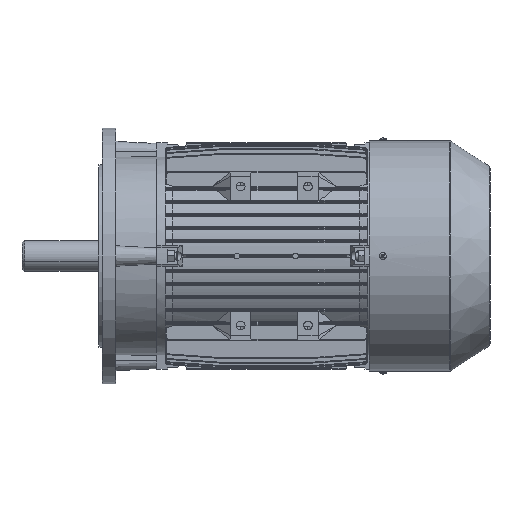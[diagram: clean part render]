
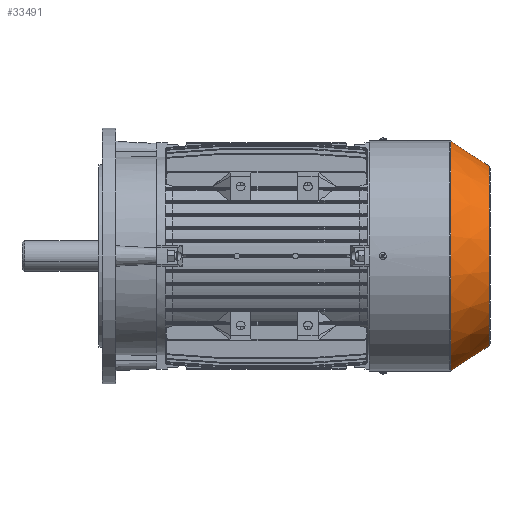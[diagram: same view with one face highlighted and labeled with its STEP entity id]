
A CAD part, front view. The second image highlights one B-rep face of the part: STEP entity #33491.
In plain terms, the highlighted conical face has half-angle 33.202 degrees and reference radius 122.699 mm.
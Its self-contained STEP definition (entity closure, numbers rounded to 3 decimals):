
#20857 = EDGE_CURVE ( 'NONE', #20940, #20875, #77937, .T. ) ;
#20860 = EDGE_CURVE ( 'NONE', #20939, #20874, #77933, .T. ) ;
#20874 = VERTEX_POINT ( 'NONE', #77956 ) ;
#20875 = VERTEX_POINT ( 'NONE', #77955 ) ;
#20939 = VERTEX_POINT ( 'NONE', #78071 ) ;
#20940 = VERTEX_POINT ( 'NONE', #78070 ) ;
#33489 = EDGE_CURVE ( 'NONE', #20940, #20939, #94377, .T. ) ;
#33491 = ADVANCED_FACE ( 'NONE', ( #94373 ), #94372, .T. ) ;
#33495 = EDGE_LOOP ( 'NONE', ( #33502, #33504, #116212, #33569 ) ) ;
#33502 = ORIENTED_EDGE ( 'NONE', *, *, #20857, .F. ) ;
#33504 = ORIENTED_EDGE ( 'NONE', *, *, #33489, .T. ) ;
#33569 = ORIENTED_EDGE ( 'NONE', *, *, #33573, .F. ) ;
#33573 = EDGE_CURVE ( 'NONE', #20875, #20874, #94476, .T. ) ;
#77930 = DIRECTION ( 'NONE',  ( -0.837, 0., 0.548 ) ) ;
#77931 = VECTOR ( 'NONE', #77930, 1000. ) ;
#77932 = CARTESIAN_POINT ( 'NONE',  ( 143.729, 0., 122.699 ) ) ;
#77933 = LINE ( 'NONE', #77932, #77931 ) ;
#77934 = DIRECTION ( 'NONE',  ( -0.837, 0., -0.548 ) ) ;
#77935 = VECTOR ( 'NONE', #77934, 1000. ) ;
#77936 = CARTESIAN_POINT ( 'NONE',  ( 143.729, 0., -122.699 ) ) ;
#77937 = LINE ( 'NONE', #77936, #77935 ) ;
#77955 = CARTESIAN_POINT ( 'NONE',  ( 91.068, 0., -157.161 ) ) ;
#77956 = CARTESIAN_POINT ( 'NONE',  ( 91.068, 0., 157.161 ) ) ;
#78070 = CARTESIAN_POINT ( 'NONE',  ( 143.729, 0., -122.699 ) ) ;
#78071 = CARTESIAN_POINT ( 'NONE',  ( 143.729, 0., 122.699 ) ) ;
#94368 = DIRECTION ( 'NONE',  ( 0., 0., 1. ) ) ;
#94369 = DIRECTION ( 'NONE',  ( -1., 0., 0. ) ) ;
#94370 = CARTESIAN_POINT ( 'NONE',  ( 143.729, 0., 0. ) ) ;
#94371 = AXIS2_PLACEMENT_3D ( 'NONE', #94370, #94369, #94368 ) ;
#94372 = CONICAL_SURFACE ( 'NONE', #94371, 122.699, 0.579 ) ;
#94373 = FACE_OUTER_BOUND ( 'NONE', #33495, .T. ) ;
#94374 = DIRECTION ( 'NONE',  ( 0., 0., 1. ) ) ;
#94375 = DIRECTION ( 'NONE',  ( -1., 0., 0. ) ) ;
#94376 = AXIS2_PLACEMENT_3D ( 'NONE', #94384, #94375, #94374 ) ;
#94377 = CIRCLE ( 'NONE', #94376, 122.699 ) ;
#94384 = CARTESIAN_POINT ( 'NONE',  ( 143.729, 0., 0. ) ) ;
#94472 = DIRECTION ( 'NONE',  ( 0., 0., 1. ) ) ;
#94473 = DIRECTION ( 'NONE',  ( -1., 0., 0. ) ) ;
#94474 = CARTESIAN_POINT ( 'NONE',  ( 91.068, 0., 0. ) ) ;
#94475 = AXIS2_PLACEMENT_3D ( 'NONE', #94474, #94473, #94472 ) ;
#94476 = CIRCLE ( 'NONE', #94475, 157.161 ) ;
#116212 = ORIENTED_EDGE ( 'NONE', *, *, #20860, .T. ) ;
